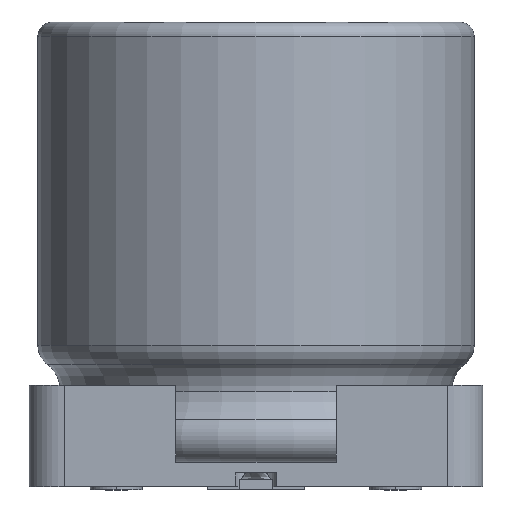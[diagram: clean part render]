
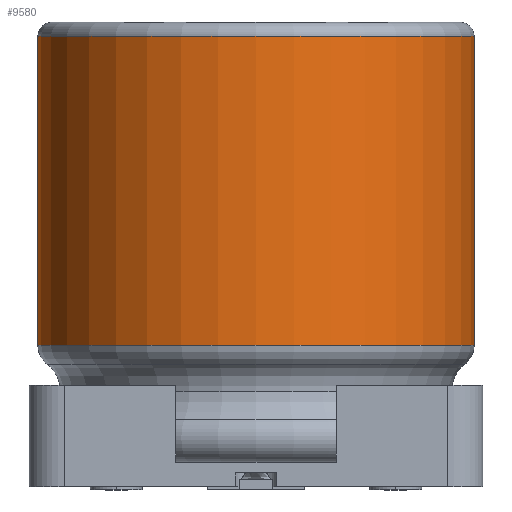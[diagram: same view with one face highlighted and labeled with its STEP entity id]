
A CAD part, left-side view. The second image highlights one B-rep face of the part: STEP entity #9580.
In plain terms, the highlighted cylindrical face has radius 6.25 mm (diameter 12.5 mm), a partial arc.
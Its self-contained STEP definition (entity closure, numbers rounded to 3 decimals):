
#90 = VERTEX_POINT ( 'NONE', #8758 ) ;
#2129 = VERTEX_POINT ( 'NONE', #7482 ) ;
#2240 = LINE ( 'NONE', #14052, #12112 ) ;
#2365 = CARTESIAN_POINT ( 'NONE',  ( 0., 0., -6.25 ) ) ;
#2489 = AXIS2_PLACEMENT_3D ( 'NONE', #2798, #3876, #10731 ) ;
#2798 = CARTESIAN_POINT ( 'NONE',  ( 0.4, 0., 0. ) ) ;
#3172 = ORIENTED_EDGE ( 'NONE', *, *, #8287, .F. ) ;
#3369 = VERTEX_POINT ( 'NONE', #6943 ) ;
#3876 = DIRECTION ( 'NONE',  ( 1., 0., 0. ) ) ;
#4002 = DIRECTION ( 'NONE',  ( -1., 0., 0. ) ) ;
#4740 = VECTOR ( 'NONE', #13592, 1000. ) ;
#5094 = CIRCLE ( 'NONE', #2489, 6.25 ) ;
#5274 = EDGE_CURVE ( 'NONE', #3369, #14681, #5094, .T. ) ;
#5336 = FACE_OUTER_BOUND ( 'NONE', #11507, .T. ) ;
#6412 = AXIS2_PLACEMENT_3D ( 'NONE', #9086, #11129, #13725 ) ;
#6943 = CARTESIAN_POINT ( 'NONE',  ( 0.4, 0., -6.25 ) ) ;
#7482 = CARTESIAN_POINT ( 'NONE',  ( 9.255, 0., -6.25 ) ) ;
#8287 = EDGE_CURVE ( 'NONE', #90, #14681, #2240, .T. ) ;
#8688 = CARTESIAN_POINT ( 'NONE',  ( 9.255, 0., 0. ) ) ;
#8758 = CARTESIAN_POINT ( 'NONE',  ( 9.255, 0., 6.25 ) ) ;
#9058 = ORIENTED_EDGE ( 'NONE', *, *, #9302, .T. ) ;
#9086 = CARTESIAN_POINT ( 'NONE',  ( 0., 0., 0. ) ) ;
#9099 = CIRCLE ( 'NONE', #13071, 6.25 ) ;
#9302 = EDGE_CURVE ( 'NONE', #90, #2129, #9099, .T. ) ;
#9434 = DIRECTION ( 'NONE',  ( -1., 0., 0. ) ) ;
#9580 = ADVANCED_FACE ( 'NONE', ( #5336 ), #11581, .T. ) ;
#9798 = ORIENTED_EDGE ( 'NONE', *, *, #5274, .T. ) ;
#10731 = DIRECTION ( 'NONE',  ( 0., 0., -1. ) ) ;
#11012 = DIRECTION ( 'NONE',  ( 0., 0., 1. ) ) ;
#11129 = DIRECTION ( 'NONE',  ( -1., 0., 0. ) ) ;
#11140 = CARTESIAN_POINT ( 'NONE',  ( 0.4, 0., 6.25 ) ) ;
#11188 = EDGE_CURVE ( 'NONE', #2129, #3369, #13828, .T. ) ;
#11507 = EDGE_LOOP ( 'NONE', ( #9058, #11571, #9798, #3172 ) ) ;
#11571 = ORIENTED_EDGE ( 'NONE', *, *, #11188, .T. ) ;
#11581 = CYLINDRICAL_SURFACE ( 'NONE', #6412, 6.25 ) ;
#12112 = VECTOR ( 'NONE', #9434, 1000. ) ;
#13071 = AXIS2_PLACEMENT_3D ( 'NONE', #8688, #4002, #11012 ) ;
#13592 = DIRECTION ( 'NONE',  ( -1., 0., 0. ) ) ;
#13725 = DIRECTION ( 'NONE',  ( 0., 0., 1. ) ) ;
#13828 = LINE ( 'NONE', #2365, #4740 ) ;
#14052 = CARTESIAN_POINT ( 'NONE',  ( 0., 0., 6.25 ) ) ;
#14681 = VERTEX_POINT ( 'NONE', #11140 ) ;
